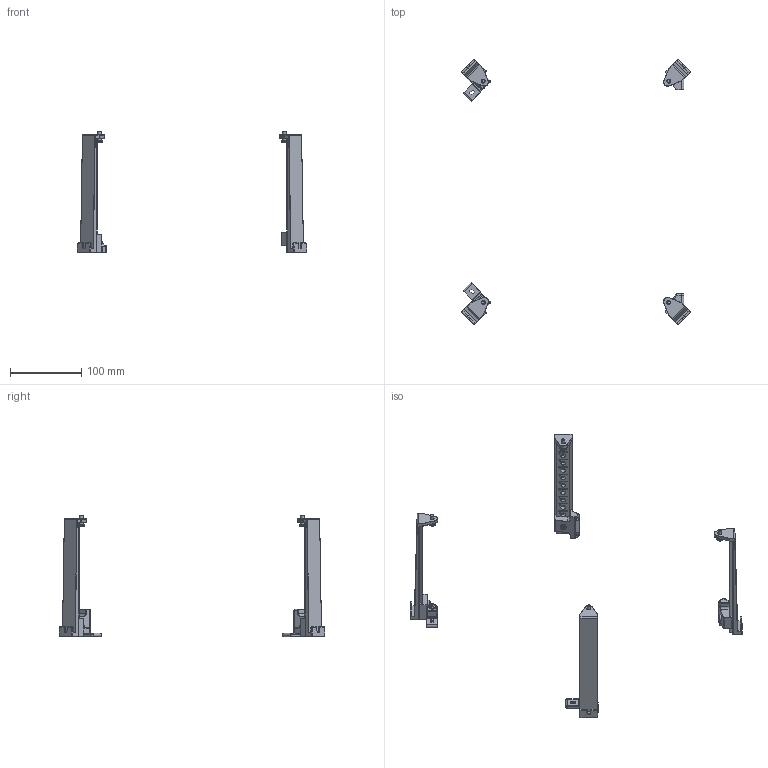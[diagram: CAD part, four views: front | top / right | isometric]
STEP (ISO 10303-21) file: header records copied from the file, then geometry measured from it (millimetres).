
FILE_DESCRIPTION (( 'STEP AP214' ), '1' );
FILE_NAME ('FR8SPKA.STEP', '2020-10-05T16:11:45', ( '' ), ( '' ), 'SwSTEP 2.0', 'SolidWorks 2019', '' );
FILE_SCHEMA (( 'AUTOMOTIVE_DESIGN' ));
Length unit declared in the file: inch
Products named in the file (1): FR8SPKA
Bounding box: 322.25 x 373.05 x 170.88 mm (x, y, z)
Volume: 183556.3 mm3; surface area: 93207.9 mm2
Topology: 32 solids, 32 shells, 1984 faces, 4860 edges, 3030 vertices
Faces by surface type: plane 976, bspline 576, cylinder 418, cone 14
Full cylindrical faces by diameter (mm): 3.962 x6, 4.826 x10, 5.5 x4, 5.588 x4, 6.248 x6, 6.35 x50, 6.426 x6, 7.925 x4, 8 x4, 8.89 x2, 9.474 x6, 11 x4
Entity records: 95631 total; most frequent: CARTESIAN_POINT 27607, ORIENTED_EDGE 9264, DIRECTION 6940, EDGE_CURVE 4632, VERTEX_POINT 2996, LINE 2814, VECTOR 2814, EDGE_LOOP 2328
